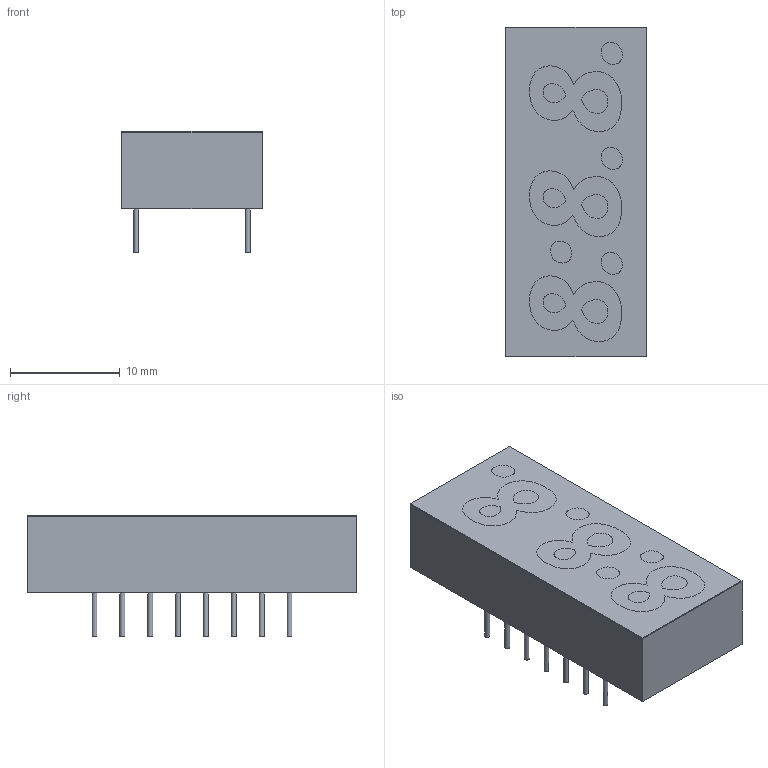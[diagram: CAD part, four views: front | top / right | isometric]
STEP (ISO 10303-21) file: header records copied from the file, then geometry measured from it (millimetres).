
FILE_DESCRIPTION( ( '' ), ' ' );
FILE_NAME( '5d39a9d7f6077c161767b992.step', '2019-07-25T13:08:40', ( '' ), ( '' ), ' ', ' ', ' ' );
FILE_SCHEMA( ( 'AUTOMOTIVE_DESIGN { 1 0 10303 214 1 1 1 1 }' ) );
Length unit declared in the file: metre
Products named in the file (30): Part 29; Part 30; Part 27; Part 28; Part 25; Part 26; Part 24; Part 23; Part 22; Part 21; Part 20; Part 19; Part 18; Part 17; Part 8; Part 7; Part 6; Part 15; Part 13; Part 12; Part 9; Part 11; Part 14; Part 16; Part 10; Part 2; Part 3; Part 4; Part 5; Part 1
Bounding box: 12.8 x 30.02 x 11.1 mm (x, y, z)
Volume: 2737.8 mm3; surface area: 2263 mm2
Topology: 30 solids, 30 shells, 327 faces, 801 edges, 534 vertices
Faces by surface type: extrusion 244, plane 68, cylinder 15
Full cylindrical faces by diameter (mm): 0.45 x15
Entity records: 12832 total; most frequent: CARTESIAN_POINT 3141, ORIENTED_EDGE 1572, DIRECTION 798, EDGE_CURVE 786, B_SPLINE_CURVE_WITH_KNOTS 732, VERTEX_POINT 534, VECTOR 512, EDGE_LOOP 368
